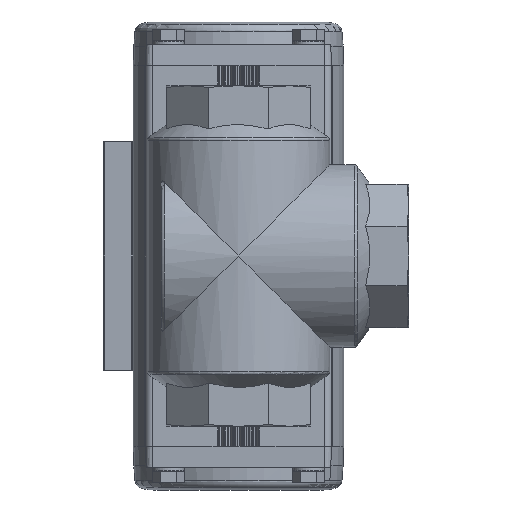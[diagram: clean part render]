
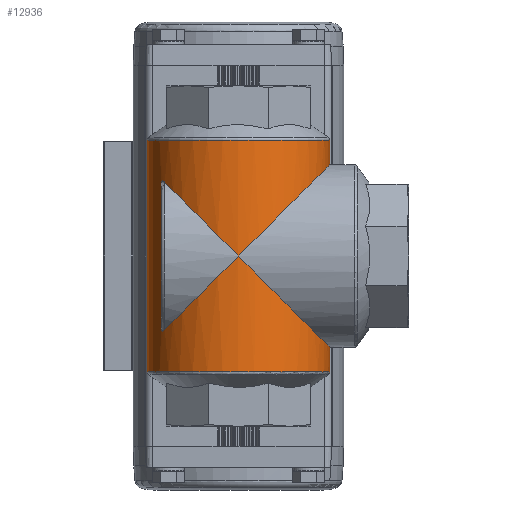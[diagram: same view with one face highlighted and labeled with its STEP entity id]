
A CAD part, front view. The second image highlights one B-rep face of the part: STEP entity #12936.
In plain terms, the highlighted cylindrical face has radius 26 mm (diameter 52 mm), a full revolution.
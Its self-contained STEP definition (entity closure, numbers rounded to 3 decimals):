
#143=ELLIPSE('',#13995,36.77,26.);
#144=ELLIPSE('',#13996,36.77,26.);
#145=ELLIPSE('',#13997,36.77,26.);
#146=ELLIPSE('',#13998,36.77,26.);
#147=ELLIPSE('',#13999,36.77,26.);
#148=ELLIPSE('',#14000,36.77,26.);
#660=B_SPLINE_CURVE_WITH_KNOTS('',3,(#19782,#19783,#19784,#19785,#19786,
#19787,#19788),.UNSPECIFIED.,.F.,.F.,(4,1,1,1,4),(0.026,0.03,
0.035,0.039,0.043),.UNSPECIFIED.);
#662=B_SPLINE_CURVE_WITH_KNOTS('',3,(#19799,#19800,#19801,#19802,#19803,
#19804,#19805,#19806),.UNSPECIFIED.,.F.,.F.,(4,1,1,1,1,4),(0.061,
0.065,0.067,0.07,0.074,
0.078),.UNSPECIFIED.);
#683=B_SPLINE_CURVE_WITH_KNOTS('',3,(#19993,#19994,#19995,#19996,#19997,
#19998,#19999),.UNSPECIFIED.,.F.,.F.,(4,1,1,1,4),(0.,0.001,
0.001,0.002,0.002),
 .UNSPECIFIED.);
#684=B_SPLINE_CURVE_WITH_KNOTS('',3,(#20003,#20004,#20005,#20006,#20007,
#20008,#20009),.UNSPECIFIED.,.F.,.F.,(4,1,1,1,4),(0.003,0.004,
0.004,0.005,0.005),
 .UNSPECIFIED.);
#685=B_SPLINE_CURVE_WITH_KNOTS('',3,(#20016,#20017,#20018,#20019,#20020,
#20021,#20022),.UNSPECIFIED.,.F.,.F.,(4,1,1,1,4),(0.,0.001,
0.001,0.002,0.002),
 .UNSPECIFIED.);
#686=B_SPLINE_CURVE_WITH_KNOTS('',3,(#20026,#20027,#20028,#20029,#20030,
#20031,#20032),.UNSPECIFIED.,.F.,.F.,(4,1,1,1,4),(0.003,0.004,
0.004,0.005,0.005),
 .UNSPECIFIED.);
#1336=LINE('',#20001,#2152);
#1337=LINE('',#20024,#2153);
#2152=VECTOR('',#15767,1000.);
#2153=VECTOR('',#15774,1000.);
#3155=ORIENTED_EDGE('',*,*,#6873,.F.);
#3156=ORIENTED_EDGE('',*,*,#6819,.F.);
#3157=ORIENTED_EDGE('',*,*,#6874,.F.);
#3158=ORIENTED_EDGE('',*,*,#6875,.T.);
#3159=ORIENTED_EDGE('',*,*,#6876,.F.);
#3160=ORIENTED_EDGE('',*,*,#6877,.T.);
#3161=ORIENTED_EDGE('',*,*,#6878,.F.);
#3162=ORIENTED_EDGE('',*,*,#6817,.F.);
#3163=ORIENTED_EDGE('',*,*,#6879,.F.);
#3164=ORIENTED_EDGE('',*,*,#6880,.F.);
#3165=ORIENTED_EDGE('',*,*,#6881,.T.);
#3166=ORIENTED_EDGE('',*,*,#6882,.F.);
#3167=ORIENTED_EDGE('',*,*,#6883,.T.);
#3168=ORIENTED_EDGE('',*,*,#6884,.F.);
#3169=ORIENTED_EDGE('',*,*,#6885,.F.);
#3170=ORIENTED_EDGE('',*,*,#6886,.T.);
#6817=EDGE_CURVE('',#8667,#8668,#660,.T.);
#6819=EDGE_CURVE('',#8669,#8670,#662,.T.);
#6873=EDGE_CURVE('',#8713,#8713,#9889,.T.);
#6874=EDGE_CURVE('',#8714,#8669,#143,.T.);
#6875=EDGE_CURVE('',#8714,#8715,#683,.T.);
#6876=EDGE_CURVE('',#8716,#8715,#1336,.F.);
#6877=EDGE_CURVE('',#8716,#8717,#684,.T.);
#6878=EDGE_CURVE('',#8668,#8717,#144,.F.);
#6879=EDGE_CURVE('',#8718,#8667,#145,.F.);
#6880=EDGE_CURVE('',#8719,#8718,#146,.F.);
#6881=EDGE_CURVE('',#8719,#8720,#685,.T.);
#6882=EDGE_CURVE('',#8721,#8720,#1337,.T.);
#6883=EDGE_CURVE('',#8721,#8722,#686,.T.);
#6884=EDGE_CURVE('',#8718,#8722,#147,.T.);
#6885=EDGE_CURVE('',#8670,#8718,#148,.T.);
#6886=EDGE_CURVE('',#8723,#8723,#9890,.T.);
#8667=VERTEX_POINT('',#19789);
#8668=VERTEX_POINT('',#19790);
#8669=VERTEX_POINT('',#19798);
#8670=VERTEX_POINT('',#19807);
#8713=VERTEX_POINT('',#19990);
#8714=VERTEX_POINT('',#19992);
#8715=VERTEX_POINT('',#20000);
#8716=VERTEX_POINT('',#20002);
#8717=VERTEX_POINT('',#20010);
#8718=VERTEX_POINT('',#20013);
#8719=VERTEX_POINT('',#20015);
#8720=VERTEX_POINT('',#20023);
#8721=VERTEX_POINT('',#20025);
#8722=VERTEX_POINT('',#20033);
#8723=VERTEX_POINT('',#20037);
#9889=CIRCLE('',#13994,26.);
#9890=CIRCLE('',#14001,26.);
#10510=EDGE_LOOP('',(#3155));
#10511=EDGE_LOOP('',(#3156,#3157,#3158,#3159,#3160,#3161,#3162,#3163,#3164,
#3165,#3166,#3167,#3168,#3169));
#10512=EDGE_LOOP('',(#3170));
#11625=FACE_BOUND('',#10510,.T.);
#11626=FACE_BOUND('',#10511,.T.);
#11627=FACE_BOUND('',#10512,.T.);
#12714=CYLINDRICAL_SURFACE('',#13993,26.);
#12936=ADVANCED_FACE('',(#11625,#11626,#11627),#12714,.T.);
#13993=AXIS2_PLACEMENT_3D('',#19988,#15761,#15762);
#13994=AXIS2_PLACEMENT_3D('',#19989,#15763,#15764);
#13995=AXIS2_PLACEMENT_3D('',#19991,#15765,#15766);
#13996=AXIS2_PLACEMENT_3D('',#20011,#15768,#15769);
#13997=AXIS2_PLACEMENT_3D('',#20012,#15770,#15771);
#13998=AXIS2_PLACEMENT_3D('',#20014,#15772,#15773);
#13999=AXIS2_PLACEMENT_3D('',#20034,#15775,#15776);
#14000=AXIS2_PLACEMENT_3D('',#20035,#15777,#15778);
#14001=AXIS2_PLACEMENT_3D('',#20036,#15779,#15780);
#15761=DIRECTION('',(0.,0.,-1.));
#15762=DIRECTION('',(0.,1.,0.));
#15763=DIRECTION('',(0.,0.,-1.));
#15764=DIRECTION('',(0.,1.,0.));
#15765=DIRECTION('',(-0.707,0.,-0.707));
#15766=DIRECTION('',(0.707,0.,-0.707));
#15767=DIRECTION('',(0.,0.,-1.));
#15768=DIRECTION('',(0.707,0.,-0.707));
#15769=DIRECTION('',(-0.707,0.,-0.707));
#15770=DIRECTION('',(-0.707,0.,-0.707));
#15771=DIRECTION('',(0.707,0.,-0.707));
#15772=DIRECTION('',(0.707,0.,-0.707));
#15773=DIRECTION('',(-0.707,0.,-0.707));
#15774=DIRECTION('',(0.,0.,-1.));
#15775=DIRECTION('',(-0.707,0.,-0.707));
#15776=DIRECTION('',(0.707,0.,-0.707));
#15777=DIRECTION('',(0.707,0.,-0.707));
#15778=DIRECTION('',(-0.707,0.,-0.707));
#15779=DIRECTION('',(0.,0.,-1.));
#15780=DIRECTION('',(0.,1.,0.));
#19782=CARTESIAN_POINT('',(7.778,24.809,-7.778));
#19783=CARTESIAN_POINT('',(6.774,25.124,-8.782));
#19784=CARTESIAN_POINT('',(4.366,25.741,-10.407));
#19785=CARTESIAN_POINT('',(0.013,26.129,-11.295));
#19786=CARTESIAN_POINT('',(-4.357,25.744,-10.413));
#19787=CARTESIAN_POINT('',(-6.767,25.126,-8.789));
#19788=CARTESIAN_POINT('',(-7.778,24.809,-7.778));
#19789=CARTESIAN_POINT('',(7.778,24.809,-7.778));
#19790=CARTESIAN_POINT('',(-7.778,24.809,-7.778));
#19798=CARTESIAN_POINT('',(-7.778,24.809,7.778));
#19799=CARTESIAN_POINT('',(-7.778,24.809,7.778));
#19800=CARTESIAN_POINT('',(-6.768,25.126,8.788));
#19801=CARTESIAN_POINT('',(-4.959,25.587,10.002));
#19802=CARTESIAN_POINT('',(-2.193,25.937,10.853));
#19803=CARTESIAN_POINT('',(0.739,26.064,11.147));
#19804=CARTESIAN_POINT('',(4.364,25.742,10.409));
#19805=CARTESIAN_POINT('',(6.777,25.123,8.779));
#19806=CARTESIAN_POINT('',(7.778,24.809,7.778));
#19807=CARTESIAN_POINT('',(7.778,24.809,7.778));
#19988=CARTESIAN_POINT('',(0.,0.,-48.5));
#19989=CARTESIAN_POINT('',(0.,0.,-32.985));
#19990=CARTESIAN_POINT('',(0.,26.,-32.985));
#19991=CARTESIAN_POINT('',(0.,0.,0.));
#19992=CARTESIAN_POINT('',(-21.,15.33,21.));
#19993=CARTESIAN_POINT('',(-21.,15.33,21.));
#19994=CARTESIAN_POINT('',(-21.092,15.204,21.092));
#19995=CARTESIAN_POINT('',(-21.28,14.941,21.249));
#19996=CARTESIAN_POINT('',(-21.575,14.513,21.385));
#19997=CARTESIAN_POINT('',(-21.897,14.021,21.35));
#19998=CARTESIAN_POINT('',(-22.,13.856,20.99));
#19999=CARTESIAN_POINT('',(-22.,13.856,20.809));
#20000=CARTESIAN_POINT('',(-22.,13.856,20.809));
#20001=CARTESIAN_POINT('',(-22.,13.856,-48.5));
#20002=CARTESIAN_POINT('',(-22.,13.856,-20.809));
#20003=CARTESIAN_POINT('',(-22.,13.856,-20.809));
#20004=CARTESIAN_POINT('',(-22.,13.856,-20.991));
#20005=CARTESIAN_POINT('',(-21.897,14.022,-21.35));
#20006=CARTESIAN_POINT('',(-21.575,14.513,-21.384));
#20007=CARTESIAN_POINT('',(-21.281,14.939,-21.25));
#20008=CARTESIAN_POINT('',(-21.092,15.204,-21.092));
#20009=CARTESIAN_POINT('',(-21.,15.33,-21.));
#20010=CARTESIAN_POINT('',(-21.,15.33,-21.));
#20011=CARTESIAN_POINT('',(0.,0.,0.));
#20012=CARTESIAN_POINT('',(0.,0.,0.));
#20013=CARTESIAN_POINT('',(0.,-26.,0.));
#20014=CARTESIAN_POINT('',(0.,0.,0.));
#20015=CARTESIAN_POINT('',(-21.,-15.33,-21.));
#20016=CARTESIAN_POINT('',(-21.,-15.33,-21.));
#20017=CARTESIAN_POINT('',(-21.092,-15.204,-21.092));
#20018=CARTESIAN_POINT('',(-21.28,-14.941,-21.249));
#20019=CARTESIAN_POINT('',(-21.575,-14.513,-21.385));
#20020=CARTESIAN_POINT('',(-21.897,-14.021,-21.35));
#20021=CARTESIAN_POINT('',(-22.,-13.856,-20.99));
#20022=CARTESIAN_POINT('',(-22.,-13.856,-20.809));
#20023=CARTESIAN_POINT('',(-22.,-13.856,-20.809));
#20024=CARTESIAN_POINT('',(-22.,-13.856,-48.5));
#20025=CARTESIAN_POINT('',(-22.,-13.856,20.809));
#20026=CARTESIAN_POINT('',(-22.,-13.856,20.809));
#20027=CARTESIAN_POINT('',(-22.,-13.856,20.991));
#20028=CARTESIAN_POINT('',(-21.897,-14.022,21.35));
#20029=CARTESIAN_POINT('',(-21.575,-14.513,21.384));
#20030=CARTESIAN_POINT('',(-21.281,-14.939,21.25));
#20031=CARTESIAN_POINT('',(-21.092,-15.204,21.092));
#20032=CARTESIAN_POINT('',(-21.,-15.33,21.));
#20033=CARTESIAN_POINT('',(-21.,-15.33,21.));
#20034=CARTESIAN_POINT('',(0.,0.,0.));
#20035=CARTESIAN_POINT('',(0.,0.,0.));
#20036=CARTESIAN_POINT('',(0.,0.,32.985));
#20037=CARTESIAN_POINT('',(0.,26.,32.985));
